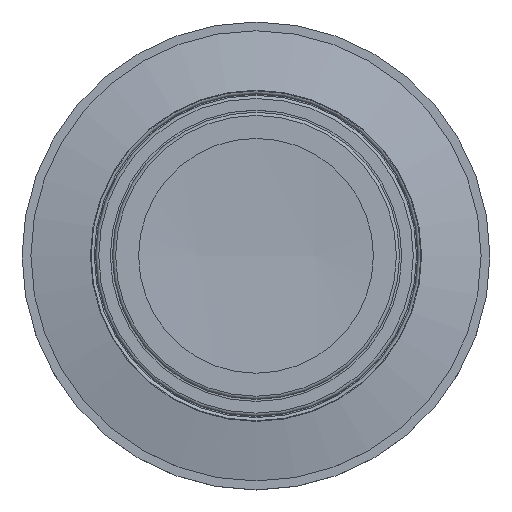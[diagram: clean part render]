
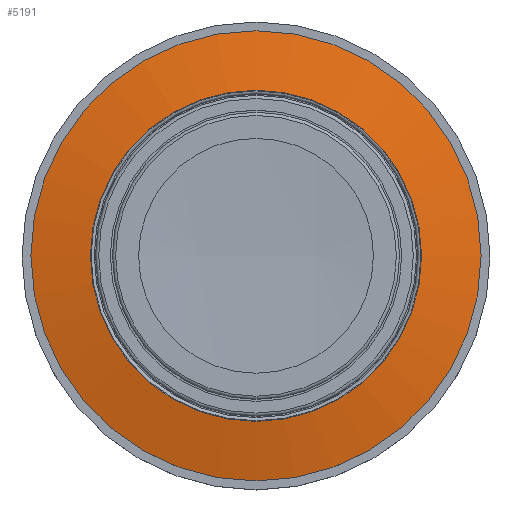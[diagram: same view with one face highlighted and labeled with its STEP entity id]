
A CAD part, top view. The second image highlights one B-rep face of the part: STEP entity #5191.
In plain terms, the highlighted conical face has half-angle 78.5 degrees and reference radius 12.107 mm.
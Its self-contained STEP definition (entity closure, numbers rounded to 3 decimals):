
#35=CONICAL_SURFACE('',#5686,12.107,1.37);
#568=FACE_OUTER_BOUND('',#895,.T.);
#895=EDGE_LOOP('',(#4772,#4773,#4774,#4775,#4776,#4777));
#1252=LINE('',#14787,#1600);
#1600=VECTOR('',#6992,12.107);
#1781=CIRCLE('',#5684,13.95);
#1782=CIRCLE('',#5685,13.95);
#1783=CIRCLE('',#5687,10.264);
#1784=CIRCLE('',#5688,10.264);
#2491=VERTEX_POINT('',#14777);
#2492=VERTEX_POINT('',#14778);
#2493=VERTEX_POINT('',#14783);
#2494=VERTEX_POINT('',#14784);
#3254=EDGE_CURVE('',#2491,#2492,#1781,.T.);
#3255=EDGE_CURVE('',#2492,#2491,#1782,.T.);
#3257=EDGE_CURVE('',#2493,#2494,#1783,.T.);
#3258=EDGE_CURVE('',#2494,#2493,#1784,.T.);
#3259=EDGE_CURVE('',#2494,#2492,#1252,.T.);
#4772=ORIENTED_EDGE('',*,*,#3257,.F.);
#4773=ORIENTED_EDGE('',*,*,#3258,.F.);
#4774=ORIENTED_EDGE('',*,*,#3259,.T.);
#4775=ORIENTED_EDGE('',*,*,#3255,.T.);
#4776=ORIENTED_EDGE('',*,*,#3254,.T.);
#4777=ORIENTED_EDGE('',*,*,#3259,.F.);
#5191=ADVANCED_FACE('',(#568),#35,.T.);
#5684=AXIS2_PLACEMENT_3D('',#14779,#6981,#6982);
#5685=AXIS2_PLACEMENT_3D('',#14780,#6983,#6984);
#5686=AXIS2_PLACEMENT_3D('',#14782,#6986,#6987);
#5687=AXIS2_PLACEMENT_3D('',#14785,#6988,#6989);
#5688=AXIS2_PLACEMENT_3D('',#14786,#6990,#6991);
#6981=DIRECTION('center_axis',(0.,0.,
1.));
#6982=DIRECTION('ref_axis',(-1.,0.,0.));
#6983=DIRECTION('center_axis',(0.,0.,
1.));
#6984=DIRECTION('ref_axis',(-1.,0.,0.));
#6986=DIRECTION('center_axis',(0.,0.,
-1.));
#6987=DIRECTION('ref_axis',(-1.,0.,0.));
#6988=DIRECTION('center_axis',(0.,0.,
1.));
#6989=DIRECTION('ref_axis',(-1.,0.,0.));
#6990=DIRECTION('center_axis',(0.,0.,
1.));
#6991=DIRECTION('ref_axis',(-1.,0.,0.));
#6992=DIRECTION('',(0.98,0.,-0.199));
#14777=CARTESIAN_POINT('',(-13.95,0.,17.2));
#14778=CARTESIAN_POINT('',(13.95,0.,17.2));
#14779=CARTESIAN_POINT('Origin',(0.,0.,
17.2));
#14780=CARTESIAN_POINT('Origin',(0.,0.,
17.2));
#14782=CARTESIAN_POINT('Origin',(0.,0.,
17.575));
#14783=CARTESIAN_POINT('',(-10.264,0.,17.95));
#14784=CARTESIAN_POINT('',(10.264,0.,17.95));
#14785=CARTESIAN_POINT('Origin',(0.,0.,
17.95));
#14786=CARTESIAN_POINT('Origin',(0.,0.,
17.95));
#14787=CARTESIAN_POINT('',(12.107,0.,17.575));
